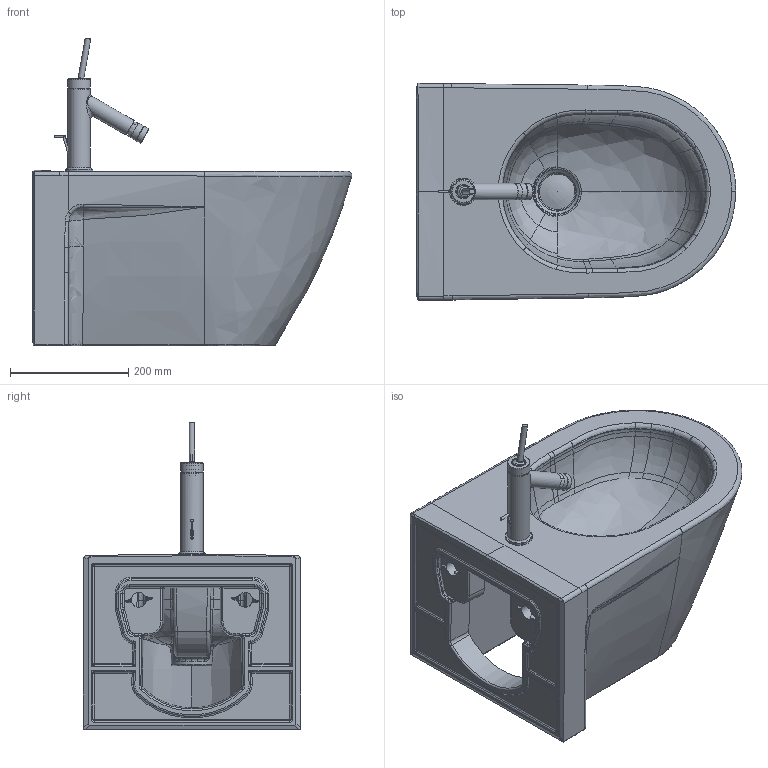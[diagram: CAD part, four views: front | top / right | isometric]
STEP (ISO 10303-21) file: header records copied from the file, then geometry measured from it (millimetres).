
FILE_DESCRIPTION((''),'2;1');
FILE_NAME('227115.stp','2012-04-10T14:29:39',('Administrator'),(''),'Autodesk Inventor 2011','Autodesk Inventor 2011','');
FILE_SCHEMA(('CONFIG_CONTROL_DESIGN'));
Length unit declared in the file: millimetre
Products named in the file (13): 227115; Hansgrohe Armatur Bidet; Bauteil179; Bauteil181; Bauteil183; Bauteil203; Bauteil209; Bauteil217; Bauteil221; Bauteil227; Kelch; Stopfen
Assembly tree (12 placements, depth 3):
  227115
    227115
    Hansgrohe Armatur Bidet
      Bauteil179
      Bauteil181
      Bauteil183
      Bauteil203
      Bauteil209
      Bauteil217
      Bauteil221
      Bauteil227
    Kelch
    Stopfen
Bounding box: 540.38 x 367.32 x 520.5 mm (x, y, z)
Volume: 21877686.8 mm3; surface area: 1134055.4 mm2
Topology: 11 solids, 11 shells, 1111 faces, 2812 edges, 1687 vertices
Faces by surface type: bspline 398, cylinder 309, plane 261, torus 77, cone 35, sphere 31
Full cylindrical faces by diameter (mm): 3.1 x1, 3.2 x1, 4 x1, 4.2 x1, 4.3 x1, 5 x1, 5.4 x1, 7 x1, 8.6 x1, 9.5 x1, 12 x1, 13.6 x1, 15 x1, 16.1 x1, 17 x1, 18.6 x1, 18.7 x2, 19.2 x1, 19.5 x1, 20 x1, 20.5 x1, 21 x1, 22.4 x1, 23 x2, 24 x1, 24.4 x1, 25 x3, 26.2 x1, 28 x3, 30.6 x1
Entity records: 79389 total; most frequent: CARTESIAN_POINT 54284, ORIENTED_EDGE 5278, DIRECTION 4308, EDGE_CURVE 2639, AXIS2_PLACEMENT_3D 1713, VERTEX_POINT 1659, EDGE_LOOP 1312, FACE_OUTER_BOUND 1111
